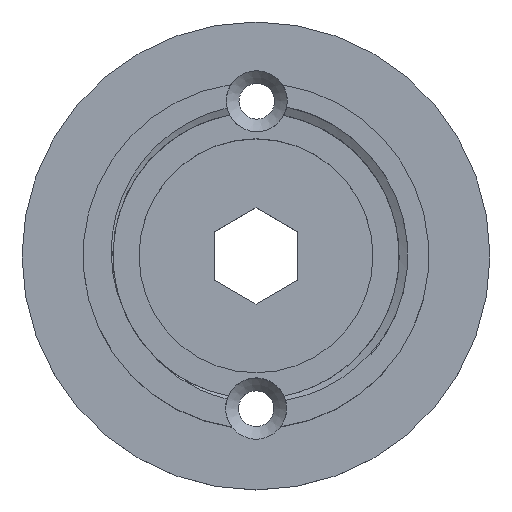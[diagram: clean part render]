
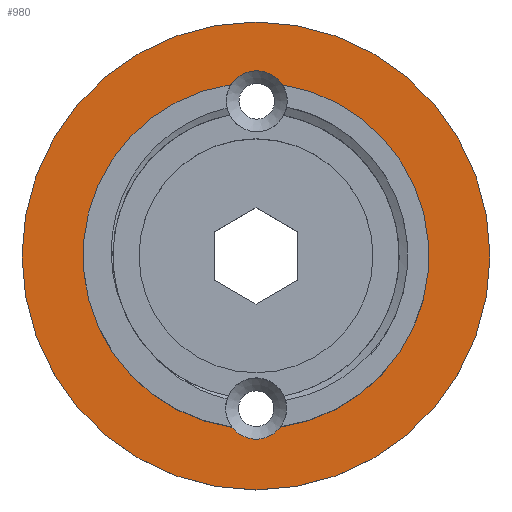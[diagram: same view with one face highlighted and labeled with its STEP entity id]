
A CAD part, top view. The second image highlights one B-rep face of the part: STEP entity #980.
In plain terms, the highlighted planar face has unit normal (0, 0, 1).
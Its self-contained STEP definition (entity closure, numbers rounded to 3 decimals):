
#127=FACE_BOUND('',#203,.T.);
#133=PLANE('',#1054);
#146=FACE_OUTER_BOUND('',#202,.T.);
#202=EDGE_LOOP('',(#671));
#203=EDGE_LOOP('',(#672,#673,#674,#675));
#381=CIRCLE('',#1052,3.);
#383=CIRCLE('',#1055,23.);
#384=CIRCLE('',#1056,17.);
#385=CIRCLE('',#1057,3.);
#386=CIRCLE('',#1058,17.);
#409=VERTEX_POINT('',#1313);
#410=VERTEX_POINT('',#1315);
#411=VERTEX_POINT('',#1319);
#412=VERTEX_POINT('',#1321);
#413=VERTEX_POINT('',#1323);
#512=EDGE_CURVE('',#409,#410,#381,.T.);
#514=EDGE_CURVE('',#411,#411,#383,.T.);
#515=EDGE_CURVE('',#409,#412,#384,.T.);
#516=EDGE_CURVE('',#413,#412,#385,.T.);
#517=EDGE_CURVE('',#413,#410,#386,.T.);
#671=ORIENTED_EDGE('',*,*,#514,.T.);
#672=ORIENTED_EDGE('',*,*,#512,.F.);
#673=ORIENTED_EDGE('',*,*,#515,.T.);
#674=ORIENTED_EDGE('',*,*,#516,.F.);
#675=ORIENTED_EDGE('',*,*,#517,.T.);
#980=ADVANCED_FACE('',(#146,#127),#133,.T.);
#1052=AXIS2_PLACEMENT_3D('',#1316,#1124,#1125);
#1054=AXIS2_PLACEMENT_3D('',#1318,#1128,#1129);
#1055=AXIS2_PLACEMENT_3D('',#1320,#1130,#1131);
#1056=AXIS2_PLACEMENT_3D('',#1322,#1132,#1133);
#1057=AXIS2_PLACEMENT_3D('',#1324,#1134,#1135);
#1058=AXIS2_PLACEMENT_3D('',#1325,#1136,#1137);
#1124=DIRECTION('center_axis',(0.,0.,1.));
#1125=DIRECTION('ref_axis',(-1.,0.,0.));
#1128=DIRECTION('center_axis',(0.,0.,1.));
#1129=DIRECTION('ref_axis',(1.,0.,0.));
#1130=DIRECTION('center_axis',(0.,0.,1.));
#1131=DIRECTION('ref_axis',(1.,0.,0.));
#1132=DIRECTION('center_axis',(0.,0.,-1.));
#1133=DIRECTION('ref_axis',(1.,0.,0.));
#1134=DIRECTION('center_axis',(0.,0.,1.));
#1135=DIRECTION('ref_axis',(-1.,0.,0.));
#1136=DIRECTION('center_axis',(0.,0.,-1.));
#1137=DIRECTION('ref_axis',(1.,0.,0.));
#1313=CARTESIAN_POINT('',(-2.362,-16.835,2.));
#1315=CARTESIAN_POINT('',(2.391,-16.831,2.));
#1316=CARTESIAN_POINT('Origin',(0.013,-15.002,2.));
#1318=CARTESIAN_POINT('Origin',(0.,0.,
2.));
#1319=CARTESIAN_POINT('',(-23.,0.,2.));
#1320=CARTESIAN_POINT('Origin',(0.,0.,
2.));
#1321=CARTESIAN_POINT('',(-2.45,16.823,2.));
#1322=CARTESIAN_POINT('Origin',(0.,0.,
2.));
#1323=CARTESIAN_POINT('',(2.617,16.798,2.));
#1324=CARTESIAN_POINT('Origin',(0.075,15.203,2.));
#1325=CARTESIAN_POINT('Origin',(0.,0.,
2.));
